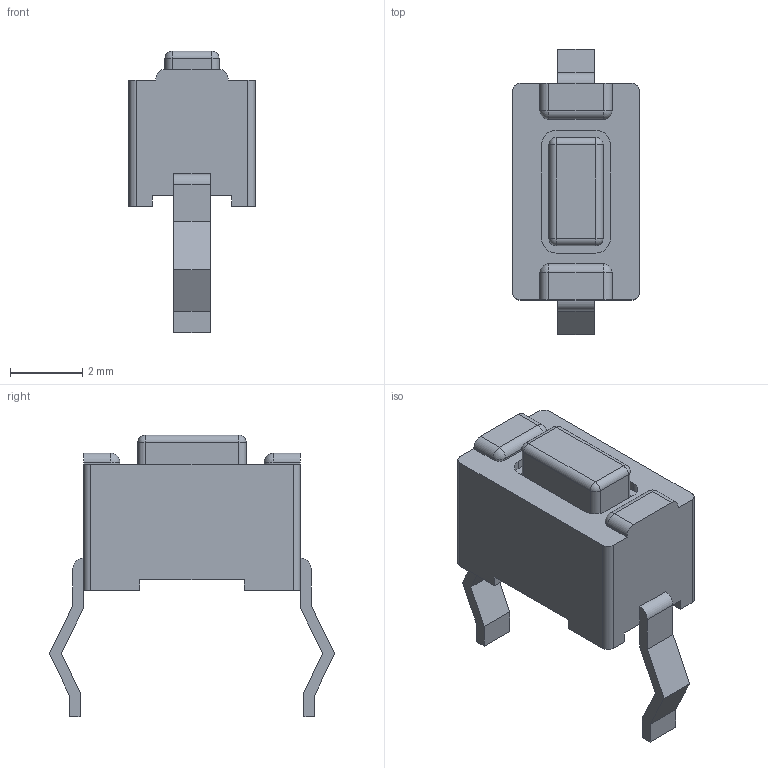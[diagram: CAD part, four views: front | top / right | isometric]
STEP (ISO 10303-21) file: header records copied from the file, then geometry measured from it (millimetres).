
FILE_DESCRIPTION((''),'2;1');
FILE_NAME('C-1825966-1','2021-12-06T12:19:50',('workeradm'),('TE Connectivity Ltd.'),'CREO PARAMETRIC BY PTC INC, 2021072','CREO PARAMETRIC BY PTC INC, 2021072','');
FILE_SCHEMA(('AUTOMOTIVE_DESIGN { 1 0 10303 214 1 1 1 1 }'));
Length unit declared in the file: millimetre
Products named in the file (1): C-1825966-1
Bounding box: 3.5 x 7.9 x 7.8 mm (x, y, z)
Volume: 75.2 mm3; surface area: 142.9 mm2
Topology: 1 solids, 1 shells, 94 faces, 242 edges, 152 vertices
Faces by surface type: plane 58, cylinder 28, sphere 8
Entity records: 2994 total; most frequent: CARTESIAN_POINT 490, DIRECTION 486, ORIENTED_EDGE 484, EDGE_CURVE 242, VECTOR 186, LINE 186, VERTEX_POINT 152, AXIS2_PLACEMENT_3D 150
